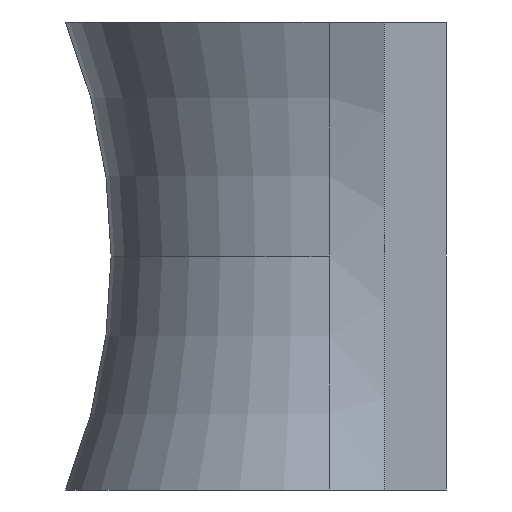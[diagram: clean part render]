
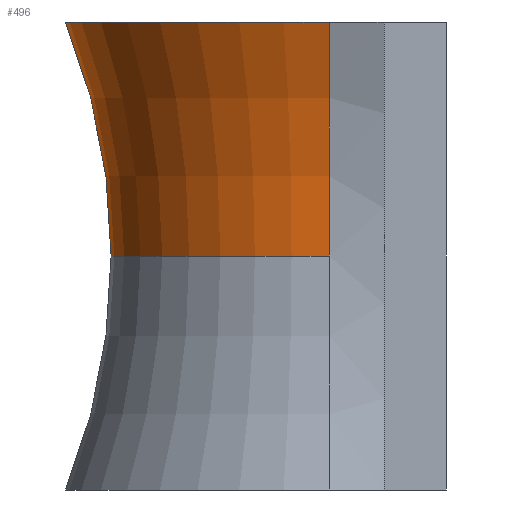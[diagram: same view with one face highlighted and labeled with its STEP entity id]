
A CAD part, left-side view. The second image highlights one B-rep face of the part: STEP entity #496.
In plain terms, the highlighted toroidal (fillet/blend) face has major radius 10.8 mm and minor radius 8 mm.
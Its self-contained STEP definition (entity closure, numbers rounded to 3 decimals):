
#11 = CARTESIAN_POINT ( 'NONE',  ( -10.8, 0., 0. ) ) ;
#16 = DIRECTION ( 'NONE',  ( 0., 0., 1. ) ) ;
#31 = CARTESIAN_POINT ( 'NONE',  ( -3.384, 0., 3. ) ) ;
#32 = VERTEX_POINT ( 'NONE', #360 ) ;
#46 = TOROIDAL_SURFACE ( 'NONE', #265, 10.8, 8. ) ;
#49 = DIRECTION ( 'NONE',  ( 0., 0., 1. ) ) ;
#83 = ORIENTED_EDGE ( 'NONE', *, *, #136, .T. ) ;
#84 = DIRECTION ( 'NONE',  ( 0., 0., 1. ) ) ;
#105 = VERTEX_POINT ( 'NONE', #239 ) ;
#129 = VERTEX_POINT ( 'NONE', #31 ) ;
#136 = EDGE_CURVE ( 'NONE', #32, #372, #544, .T. ) ;
#177 = AXIS2_PLACEMENT_3D ( 'NONE', #481, #223, #530 ) ;
#180 = EDGE_LOOP ( 'NONE', ( #83, #283, #290, #316 ) ) ;
#183 = CIRCLE ( 'NONE', #540, 8. ) ;
#217 = CARTESIAN_POINT ( 'NONE',  ( 2.8, 0., 0. ) ) ;
#220 = AXIS2_PLACEMENT_3D ( 'NONE', #243, #550, #285 ) ;
#223 = DIRECTION ( 'NONE',  ( 0., 0., 1. ) ) ;
#239 = CARTESIAN_POINT ( 'NONE',  ( -2.8, 0., 0. ) ) ;
#243 = CARTESIAN_POINT ( 'NONE',  ( 10.8, 0., 0. ) ) ;
#248 = EDGE_CURVE ( 'NONE', #372, #105, #253, .T. ) ;
#253 = CIRCLE ( 'NONE', #387, 2.8 ) ;
#258 = FACE_OUTER_BOUND ( 'NONE', #180, .T. ) ;
#265 = AXIS2_PLACEMENT_3D ( 'NONE', #347, #16, #311 ) ;
#283 = ORIENTED_EDGE ( 'NONE', *, *, #248, .T. ) ;
#285 = DIRECTION ( 'NONE',  ( 0., 0., 1. ) ) ;
#290 = ORIENTED_EDGE ( 'NONE', *, *, #388, .F. ) ;
#305 = DIRECTION ( 'NONE',  ( 0., 1., 0. ) ) ;
#311 = DIRECTION ( 'NONE',  ( 1., 0., 0. ) ) ;
#316 = ORIENTED_EDGE ( 'NONE', *, *, #478, .F. ) ;
#338 = CARTESIAN_POINT ( 'NONE',  ( 0., 0., 0. ) ) ;
#347 = CARTESIAN_POINT ( 'NONE',  ( 0., 0., 0. ) ) ;
#360 = CARTESIAN_POINT ( 'NONE',  ( 3.384, 0., 3. ) ) ;
#372 = VERTEX_POINT ( 'NONE', #217 ) ;
#376 = DIRECTION ( 'NONE',  ( 1., 0., 0. ) ) ;
#387 = AXIS2_PLACEMENT_3D ( 'NONE', #338, #84, #376 ) ;
#388 = EDGE_CURVE ( 'NONE', #129, #105, #183, .T. ) ;
#478 = EDGE_CURVE ( 'NONE', #32, #129, #489, .T. ) ;
#481 = CARTESIAN_POINT ( 'NONE',  ( 0., 0., 3. ) ) ;
#489 = CIRCLE ( 'NONE', #177, 3.384 ) ;
#496 = ADVANCED_FACE ( 'NONE', ( #258 ), #46, .F. ) ;
#530 = DIRECTION ( 'NONE',  ( 1., 0., 0. ) ) ;
#540 = AXIS2_PLACEMENT_3D ( 'NONE', #11, #305, #49 ) ;
#544 = CIRCLE ( 'NONE', #220, 8. ) ;
#550 = DIRECTION ( 'NONE',  ( 0., -1., 0. ) ) ;
